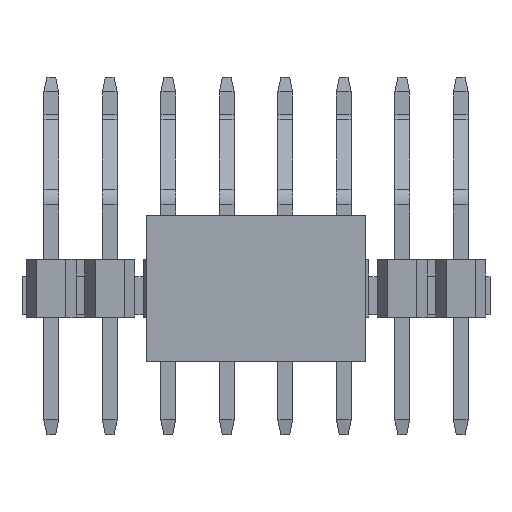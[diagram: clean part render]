
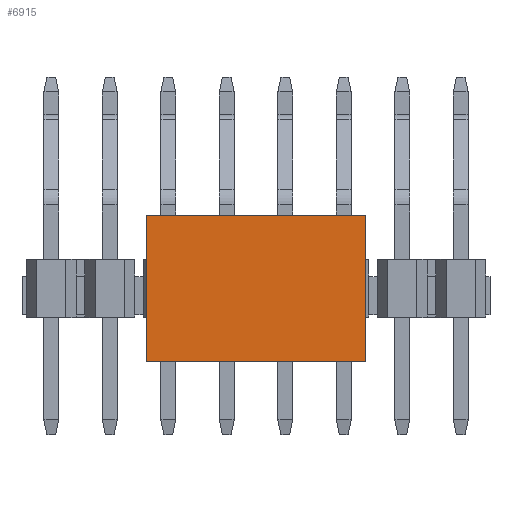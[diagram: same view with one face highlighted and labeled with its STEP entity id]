
A CAD part, top view. The second image highlights one B-rep face of the part: STEP entity #6915.
In plain terms, the highlighted planar face has unit normal (0, 0, 1).
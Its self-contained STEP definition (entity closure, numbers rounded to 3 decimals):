
#1940=ORIENTED_EDGE('',*,*,#3000,.T.);
#1941=ORIENTED_EDGE('',*,*,#3001,.F.);
#1942=ORIENTED_EDGE('',*,*,#3002,.F.);
#1943=ORIENTED_EDGE('',*,*,#2997,.T.);
#2997=EDGE_CURVE('',#3594,#3593,#4457,.T.);
#3000=EDGE_CURVE('',#3593,#3596,#4460,.T.);
#3001=EDGE_CURVE('',#3597,#3596,#4461,.T.);
#3002=EDGE_CURVE('',#3594,#3597,#4462,.T.);
#3593=VERTEX_POINT('',#11101);
#3594=VERTEX_POINT('',#11103);
#3596=VERTEX_POINT('',#11109);
#3597=VERTEX_POINT('',#11111);
#4457=LINE('',#11102,#5341);
#4460=LINE('',#11108,#5344);
#4461=LINE('',#11110,#5345);
#4462=LINE('',#11112,#5346);
#5341=VECTOR('',#9167,1000.);
#5344=VECTOR('',#9172,1000.);
#5345=VECTOR('',#9173,1000.);
#5346=VECTOR('',#9174,1000.);
#5771=EDGE_LOOP('',(#1940,#1941,#1942,#1943));
#6187=FACE_BOUND('',#5771,.T.);
#6535=PLANE('',#7414);
#6915=ADVANCED_FACE('',(#6187),#6535,.F.);
#7414=AXIS2_PLACEMENT_3D('',#11107,#9170,#9171);
#9167=DIRECTION('',(0.,1.,0.));
#9170=DIRECTION('',(0.,0.,-1.));
#9171=DIRECTION('',(-1.,0.,0.));
#9172=DIRECTION('',(-1.,0.,0.));
#9173=DIRECTION('',(0.,1.,0.));
#9174=DIRECTION('',(-1.,0.,0.));
#11101=CARTESIAN_POINT('',(3.75,2.5,1.5));
#11102=CARTESIAN_POINT('',(3.75,-2.5,1.5));
#11103=CARTESIAN_POINT('',(3.75,-2.5,1.5));
#11107=CARTESIAN_POINT('',(3.75,-2.5,1.5));
#11108=CARTESIAN_POINT('',(3.75,2.5,1.5));
#11109=CARTESIAN_POINT('',(-3.75,2.5,1.5));
#11110=CARTESIAN_POINT('',(-3.75,-2.5,1.5));
#11111=CARTESIAN_POINT('',(-3.75,-2.5,1.5));
#11112=CARTESIAN_POINT('',(3.75,-2.5,1.5));
